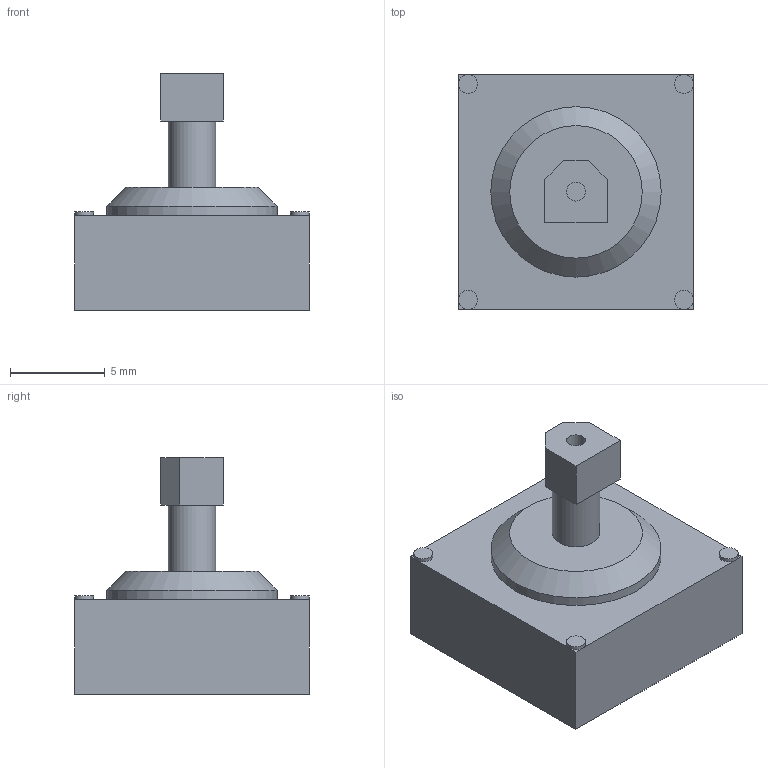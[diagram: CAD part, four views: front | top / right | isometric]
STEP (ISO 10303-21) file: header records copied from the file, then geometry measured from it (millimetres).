
FILE_DESCRIPTION(('FreeCAD Model'),'2;1');
FILE_NAME('Open CASCADE Shape Model','2023-12-15T20:18:31',(''),(''), 'Open CASCADE STEP processor 7.6','FreeCAD','Unknown');
FILE_SCHEMA(('AUTOMOTIVE_DESIGN { 1 0 10303 214 1 1 1 1 }'));
Length unit declared in the file: millimetre
Products named in the file (1): Fusion
Bounding box: 12.4 x 12.4 x 12.5 mm (x, y, z)
Volume: 892.1 mm3; surface area: 656.4 mm2
Topology: 1 solids, 1 shells, 33 faces, 68 edges, 42 vertices
Faces by surface type: plane 25, cylinder 7, cone 1
Full cylindrical faces by diameter (mm): 1 x5, 2.5 x1, 9 x1
Entity records: 1041 total; most frequent: DIRECTION 158, CARTESIAN_POINT 144, ORIENTED_EDGE 136, EDGE_CURVE 68, AXIS2_PLACEMENT_3D 56, LINE 46, VECTOR 46, VERTEX_POINT 42
